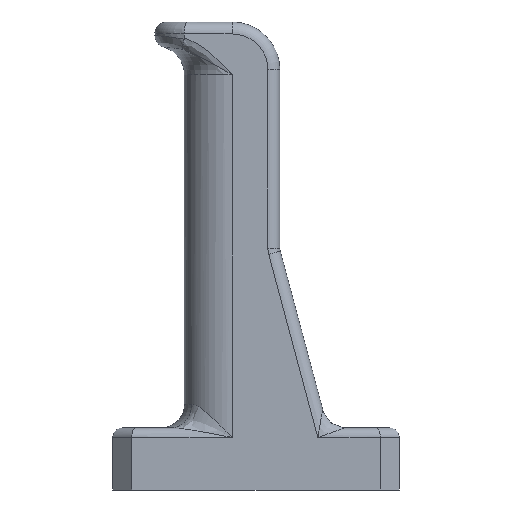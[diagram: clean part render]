
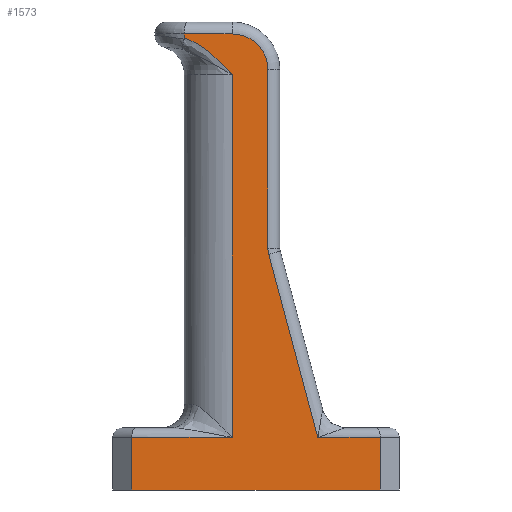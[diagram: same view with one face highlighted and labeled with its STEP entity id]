
A CAD part, left-side view. The second image highlights one B-rep face of the part: STEP entity #1573.
In plain terms, the highlighted planar face has unit normal (-1, 0, 0).
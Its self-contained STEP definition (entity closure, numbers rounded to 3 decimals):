
#5 = ORIENTED_EDGE ( 'NONE', *, *, #1474, .T. ) ;
#28 = VERTEX_POINT ( 'NONE', #2917 ) ;
#34 = DIRECTION ( 'NONE',  ( 0., 1., 0. ) ) ;
#63 = VERTEX_POINT ( 'NONE', #1129 ) ;
#68 = EDGE_CURVE ( 'NONE', #2510, #2487, #2734, .T. ) ;
#77 = CARTESIAN_POINT ( 'NONE',  ( -10., 15., 98. ) ) ;
#108 = VECTOR ( 'NONE', #524, 1000. ) ;
#133 = DIRECTION ( 'NONE',  ( 0., 0., -1. ) ) ;
#171 = VECTOR ( 'NONE', #1476, 1000. ) ;
#172 = CARTESIAN_POINT ( 'NONE',  ( -10., 26., 13. ) ) ;
#207 = EDGE_CURVE ( 'NONE', #3424, #28, #491, .T. ) ;
#218 = CARTESIAN_POINT ( 'NONE',  ( -10., 13.995, 94.383 ) ) ;
#226 = VECTOR ( 'NONE', #1614, 1000. ) ;
#253 = VECTOR ( 'NONE', #1379, 1000. ) ;
#270 = VERTEX_POINT ( 'NONE', #1356 ) ;
#309 = ORIENTED_EDGE ( 'NONE', *, *, #1924, .F. ) ;
#407 = DIRECTION ( 'NONE',  ( 0., 1., 0. ) ) ;
#436 = CIRCLE ( 'NONE', #3598, 5. ) ;
#469 = LINE ( 'NONE', #3276, #1390 ) ;
#486 = CARTESIAN_POINT ( 'NONE',  ( -10., -12.948, 11. ) ) ;
#491 = CIRCLE ( 'NONE', #2750, 7.5 ) ;
#524 = DIRECTION ( 'NONE',  ( 0., 0.259, 0.966 ) ) ;
#585 = LINE ( 'NONE', #3048, #2903 ) ;
#661 = LINE ( 'NONE', #1902, #226 ) ;
#686 = ORIENTED_EDGE ( 'NONE', *, *, #207, .T. ) ;
#761 = DIRECTION ( 'NONE',  ( 0., 0., -1. ) ) ;
#825 = LINE ( 'NONE', #2641, #253 ) ;
#842 = CARTESIAN_POINT ( 'NONE',  ( -10., 5.727, 87.774 ) ) ;
#865 = VERTEX_POINT ( 'NONE', #1681 ) ;
#906 = FACE_OUTER_BOUND ( 'NONE', #1931, .T. ) ;
#924 = EDGE_CURVE ( 'NONE', #1908, #929, #1717, .T. ) ;
#929 = VERTEX_POINT ( 'NONE', #3266 ) ;
#952 = EDGE_CURVE ( 'NONE', #1415, #1263, #2070, .T. ) ;
#1008 = CARTESIAN_POINT ( 'NONE',  ( -10., 30., 13. ) ) ;
#1048 = CARTESIAN_POINT ( 'NONE',  ( -10., -2.5, 88. ) ) ;
#1069 = CARTESIAN_POINT ( 'NONE',  ( -10., 15., 94.746 ) ) ;
#1074 = EDGE_CURVE ( 'NONE', #28, #865, #661, .T. ) ;
#1129 = CARTESIAN_POINT ( 'NONE',  ( -10., -26., 0. ) ) ;
#1236 = EDGE_CURVE ( 'NONE', #2487, #270, #2302, .T. ) ;
#1263 = VERTEX_POINT ( 'NONE', #3203 ) ;
#1286 = ORIENTED_EDGE ( 'NONE', *, *, #2172, .T. ) ;
#1356 = CARTESIAN_POINT ( 'NONE',  ( -10., 5., 11. ) ) ;
#1366 = ORIENTED_EDGE ( 'NONE', *, *, #952, .T. ) ;
#1379 = DIRECTION ( 'NONE',  ( 0., 0., 1. ) ) ;
#1390 = VECTOR ( 'NONE', #2033, 1000. ) ;
#1415 = VERTEX_POINT ( 'NONE', #486 ) ;
#1454 = ORIENTED_EDGE ( 'NONE', *, *, #3595, .T. ) ;
#1474 = EDGE_CURVE ( 'NONE', #1972, #1415, #469, .T. ) ;
#1476 = DIRECTION ( 'NONE',  ( 0., -1., 0. ) ) ;
#1558 = ORIENTED_EDGE ( 'NONE', *, *, #3110, .T. ) ;
#1573 = ADVANCED_FACE ( 'NONE', ( #906 ), #2153, .F. ) ;
#1604 = VERTEX_POINT ( 'NONE', #2684 ) ;
#1614 = DIRECTION ( 'NONE',  ( 0., 1., 0. ) ) ;
#1623 = ORIENTED_EDGE ( 'NONE', *, *, #2644, .T. ) ;
#1681 = CARTESIAN_POINT ( 'NONE',  ( -10., 15., 95.5 ) ) ;
#1717 = LINE ( 'NONE', #172, #2113 ) ;
#1725 = CARTESIAN_POINT ( 'NONE',  ( -10., 10.367, 92.158 ) ) ;
#1788 = CARTESIAN_POINT ( 'NONE',  ( -10., 11.226, 92.795 ) ) ;
#1789 = ORIENTED_EDGE ( 'NONE', *, *, #68, .T. ) ;
#1792 = CARTESIAN_POINT ( 'NONE',  ( -10., -7.5, 50.65 ) ) ;
#1829 = DIRECTION ( 'NONE',  ( -1., 0., 0. ) ) ;
#1870 = DIRECTION ( 'NONE',  ( 0., 1., 0. ) ) ;
#1902 = CARTESIAN_POINT ( 'NONE',  ( -10., 15., 95.5 ) ) ;
#1908 = VERTEX_POINT ( 'NONE', #2737 ) ;
#1924 = EDGE_CURVE ( 'NONE', #1604, #1263, #436, .T. ) ;
#1931 = EDGE_LOOP ( 'NONE', ( #3992, #3951, #3296, #1286, #1454, #5, #1366, #309, #1558, #686, #2205, #1623, #1789 ) ) ;
#1972 = VERTEX_POINT ( 'NONE', #3312 ) ;
#2033 = DIRECTION ( 'NONE',  ( 0., 1., 0. ) ) ;
#2070 = LINE ( 'NONE', #3287, #108 ) ;
#2076 = CARTESIAN_POINT ( 'NONE',  ( -10., 6.457, 88.551 ) ) ;
#2095 = DIRECTION ( 'NONE',  ( -1., 0., 0. ) ) ;
#2113 = VECTOR ( 'NONE', #2349, 1000. ) ;
#2153 = PLANE ( 'NONE',  #3140 ) ;
#2158 = CARTESIAN_POINT ( 'NONE',  ( -10., 5., 87. ) ) ;
#2172 = EDGE_CURVE ( 'NONE', #929, #63, #2713, .T. ) ;
#2205 = ORIENTED_EDGE ( 'NONE', *, *, #1074, .T. ) ;
#2255 = DIRECTION ( 'NONE',  ( 1., 0., 0. ) ) ;
#2273 = LINE ( 'NONE', #3781, #3547 ) ;
#2302 = LINE ( 'NONE', #3282, #2375 ) ;
#2338 = CARTESIAN_POINT ( 'NONE',  ( -10., 13.044, 93.909 ) ) ;
#2349 = DIRECTION ( 'NONE',  ( 0., 0., -1. ) ) ;
#2375 = VECTOR ( 'NONE', #133, 1000. ) ;
#2379 = CARTESIAN_POINT ( 'NONE',  ( -10., 7.959, 90.057 ) ) ;
#2487 = VERTEX_POINT ( 'NONE', #2158 ) ;
#2510 = VERTEX_POINT ( 'NONE', #2530 ) ;
#2530 = CARTESIAN_POINT ( 'NONE',  ( -10., 15., 94.746 ) ) ;
#2641 = CARTESIAN_POINT ( 'NONE',  ( -10., -2.5, 13. ) ) ;
#2644 = EDGE_CURVE ( 'NONE', #865, #2510, #2856, .T. ) ;
#2684 = CARTESIAN_POINT ( 'NONE',  ( -10., -2.5, 50.65 ) ) ;
#2713 = LINE ( 'NONE', #3624, #171 ) ;
#2734 = B_SPLINE_CURVE_WITH_KNOTS ( 'NONE', 3,
 ( #1069, #218, #2338, #1788, #1725, #2935, #2379, #2076, #842, #3854 ),
 .UNSPECIFIED., .F., .F.,
 ( 4, 2, 2, 2, 4 ),
 ( 0., 0.003, 0.006, 0.01, 0.013 ),
 .UNSPECIFIED. ) ;
#2737 = CARTESIAN_POINT ( 'NONE',  ( -10., 26., 11. ) ) ;
#2750 = AXIS2_PLACEMENT_3D ( 'NONE', #3714, #1829, #1870 ) ;
#2770 = VECTOR ( 'NONE', #761, 1000. ) ;
#2856 = LINE ( 'NONE', #77, #2770 ) ;
#2903 = VECTOR ( 'NONE', #4006, 1000. ) ;
#2917 = CARTESIAN_POINT ( 'NONE',  ( -10., 5., 95.5 ) ) ;
#2935 = CARTESIAN_POINT ( 'NONE',  ( -10., 8.732, 90.788 ) ) ;
#3002 = EDGE_CURVE ( 'NONE', #270, #1908, #2273, .T. ) ;
#3038 = DIRECTION ( 'NONE',  ( 0., 1., 0. ) ) ;
#3048 = CARTESIAN_POINT ( 'NONE',  ( -10., -26., 13. ) ) ;
#3110 = EDGE_CURVE ( 'NONE', #1604, #3424, #825, .T. ) ;
#3140 = AXIS2_PLACEMENT_3D ( 'NONE', #1008, #2255, #407 ) ;
#3203 = CARTESIAN_POINT ( 'NONE',  ( -10., -2.67, 49.356 ) ) ;
#3266 = CARTESIAN_POINT ( 'NONE',  ( -10., 26., 0. ) ) ;
#3276 = CARTESIAN_POINT ( 'NONE',  ( -10., -12.412, 11. ) ) ;
#3282 = CARTESIAN_POINT ( 'NONE',  ( -10., 5., 13. ) ) ;
#3287 = CARTESIAN_POINT ( 'NONE',  ( -10., -9.571, 23.603 ) ) ;
#3296 = ORIENTED_EDGE ( 'NONE', *, *, #924, .T. ) ;
#3312 = CARTESIAN_POINT ( 'NONE',  ( -10., -26., 11. ) ) ;
#3424 = VERTEX_POINT ( 'NONE', #1048 ) ;
#3547 = VECTOR ( 'NONE', #34, 1000. ) ;
#3595 = EDGE_CURVE ( 'NONE', #63, #1972, #585, .T. ) ;
#3598 = AXIS2_PLACEMENT_3D ( 'NONE', #1792, #2095, #3038 ) ;
#3624 = CARTESIAN_POINT ( 'NONE',  ( -10., 30., 0. ) ) ;
#3714 = CARTESIAN_POINT ( 'NONE',  ( -10., 5., 88. ) ) ;
#3781 = CARTESIAN_POINT ( 'NONE',  ( -10., 26., 11. ) ) ;
#3854 = CARTESIAN_POINT ( 'NONE',  ( -10., 5., 87. ) ) ;
#3951 = ORIENTED_EDGE ( 'NONE', *, *, #3002, .T. ) ;
#3992 = ORIENTED_EDGE ( 'NONE', *, *, #1236, .T. ) ;
#4006 = DIRECTION ( 'NONE',  ( 0., 0., 1. ) ) ;
